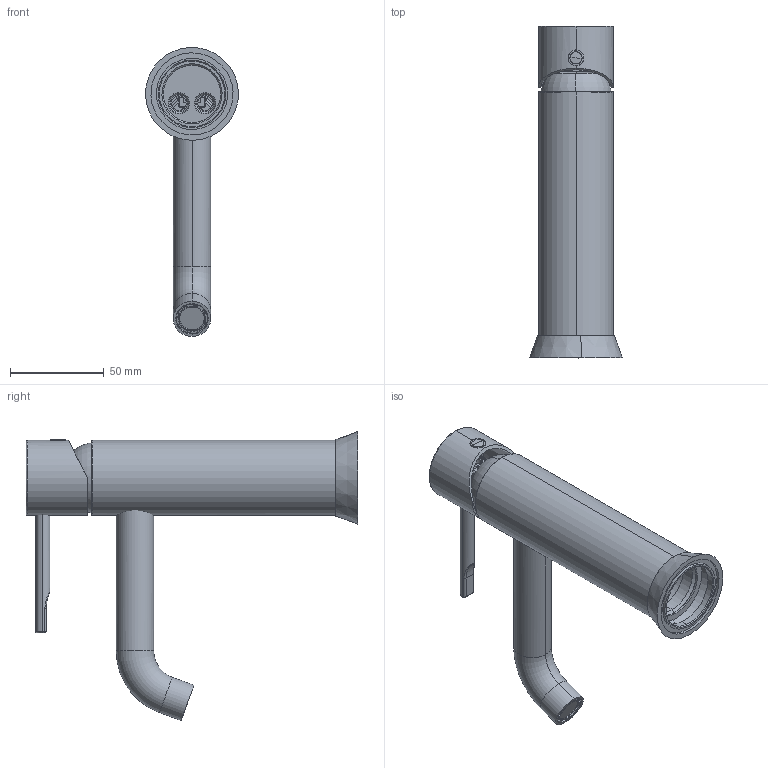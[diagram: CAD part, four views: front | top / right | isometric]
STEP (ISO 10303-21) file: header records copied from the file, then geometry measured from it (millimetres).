
FILE_DESCRIPTION (( 'STEP AP203' ), '1' );
FILE_NAME ('39AP07250.STEP', '2023-02-16T06:29:09', ( '' ), ( '' ), 'SwSTEP 2.0', 'SolidWorks 2021', '' );
FILE_SCHEMA (( 'CONFIG_CONTROL_DESIGN' ));
Length unit declared in the file: millimetre
Products named in the file (1): 39AP07250
Bounding box: 49.44 x 177 x 154.11 mm (x, y, z)
Volume: 76290.5 mm3; surface area: 74311 mm2
Topology: 10 solids, 10 shells, 396 faces, 928 edges, 563 vertices
Faces by surface type: cylinder 151, plane 103, cone 58, torus 39, bspline 29, sphere 16
Entity records: 14801 total; most frequent: CARTESIAN_POINT 5825, DIRECTION 1928, ORIENTED_EDGE 1836, EDGE_CURVE 918, AXIS2_PLACEMENT_3D 789, VERTEX_POINT 563, EDGE_LOOP 439, CIRCLE 421
